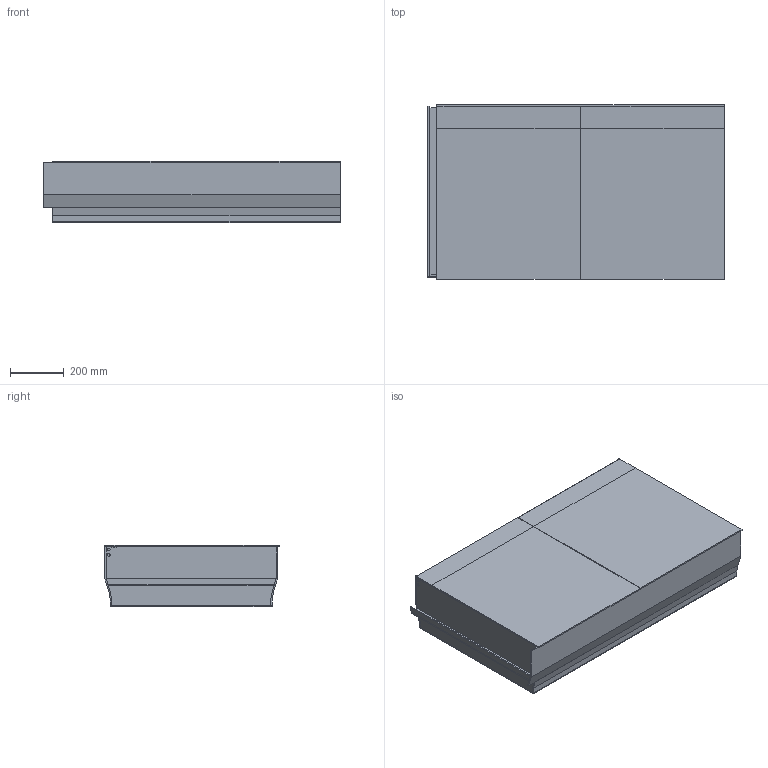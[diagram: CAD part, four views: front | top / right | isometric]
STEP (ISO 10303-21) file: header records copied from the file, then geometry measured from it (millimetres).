
FILE_DESCRIPTION(/* description */ ('','CAx-IF Rec.Pracs.---Representation and Presentation of Product Manufacturing Information (PMI)---4.0---2014-10-13'),/* implementation_level */ '2;1');
FILE_NAME(/* name */ 'Filament_Drawer.step',/* time_stamp */ '2025-04-25T15:33:45+02:00',/* author */ (''),/* organization */ (''),/* preprocessor_version */ 'ST-DEVELOPER v20',/* originating_system */ 'Autodesk Translation Framework v13.20.0.188',/* authorisation */ '');
FILE_SCHEMA (('AP242_MANAGED_MODEL_BASED_3D_ENGINEERING_MIM_LF { 1 0 10303 442 1 1 4 }'));
Length unit declared in the file: millimetre
Products named in the file (11): drawer; bottom; left; left(Mirror); middle; back; front; lids; cable carrier slot; fixed top panels; Supports
Assembly tree (10 placements, depth 2):
  drawer
    bottom
    left
    left(Mirror)
    middle
    back
    front
    lids
    cable carrier slot
    fixed top panels
    Supports
Bounding box: 1103 x 649 x 227 mm (x, y, z)
Volume: 11116579.3 mm3; surface area: 5150017.1 mm2
Topology: 29 solids, 29 shells, 228 faces, 510 edges, 340 vertices
Faces by surface type: plane 224, cylinder 4
Full cylindrical faces by diameter (mm): 9.7 x4
Entity records: 6547 total; most frequent: CARTESIAN_POINT 1099, ORIENTED_EDGE 1020, DIRECTION 1016, EDGE_CURVE 510, LINE 502, VECTOR 502, VERTEX_POINT 340, AXIS2_PLACEMENT_3D 257
